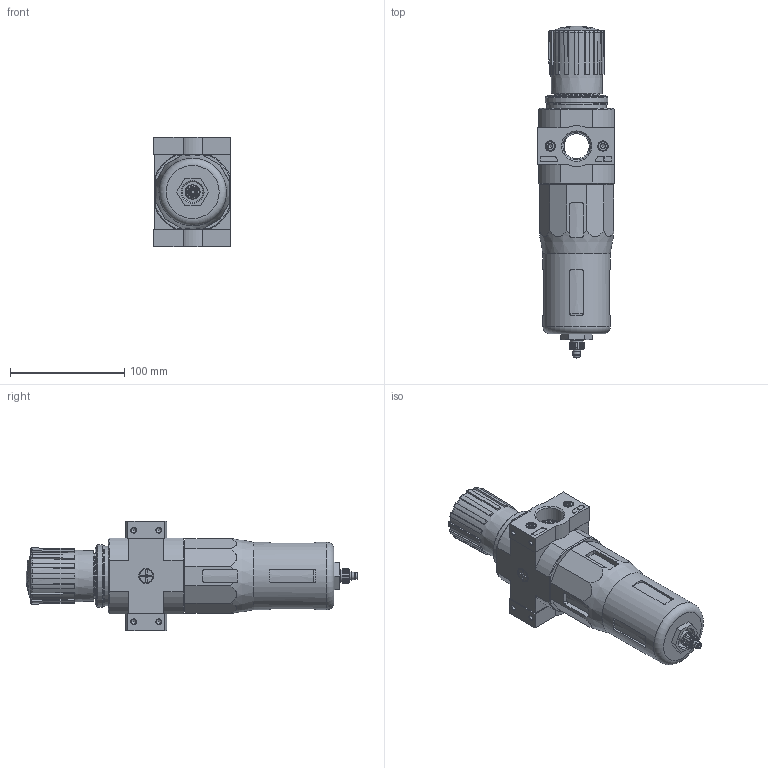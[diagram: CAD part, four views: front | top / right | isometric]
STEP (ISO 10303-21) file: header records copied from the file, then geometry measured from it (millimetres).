
FILE_DESCRIPTION(/* description */ ('STEP AP214'),/* implementation_level */ '2;1');
FILE_NAME(/* name */ '192379_LFR-3_4-D-7-O-DI-MAXI',/* time_stamp */ '2024-09-04T14:52:35+02:00',/* author */ ('License CC BY-ND 4.0'),/* organization */ ('CADENAS'),/* preprocessor_version */ 'ST-DEVELOPER v19.3',/* originating_system */ 'PARTsolutions',/* authorisation */ ' ');
FILE_SCHEMA (('AUTOMOTIVE_DESIGN {1 0 10303 214 3 1 1}'));
Length unit declared in the file: millimetre
Products named in the file (9): 192379 LFR-3/4-D-7-O-DI-MAXI---(0); 395843 LFR-D-7-DI-MAXI--(0); 380311 PBL-3/4-D-MAXI-R---(0) p1; DIN-912 - M5x20(F); 380309 PBL-3/4-D-MAXI-L---(1) p1; 398012 LRVS-D-MINI; 125696 LR/LFR-D-MAXI; 373846 LR-MIDI; 648415 LF
Assembly tree (11 placements, depth 2):
  192379 LFR-3/4-D-7-O-DI-MAXI---(0)
    395843 LFR-D-7-DI-MAXI--(0)
    380311 PBL-3/4-D-MAXI-R---(0) p1
    DIN-912 - M5x20(F)  x4
    380309 PBL-3/4-D-MAXI-L---(1) p1
    398012 LRVS-D-MINI
    125696 LR/LFR-D-MAXI
    373846 LR-MIDI
    648415 LF
Bounding box: 67.1 x 290 x 96 mm (x, y, z)
Volume: 794082.4 mm3; surface area: 97540.1 mm2
Topology: 11 solids, 12 shells, 669 faces, 1652 edges, 1051 vertices
Faces by surface type: plane 349, cylinder 139, cone 126, torus 50, sphere 5
Full cylindrical faces by diameter (mm): 2 x1, 3 x1, 4.134 x8, 4.2 x1, 5 x4, 5.6 x1, 6.3 x1, 6.4 x1, 6.8 x1, 7.1 x1, 8.5 x4, 9 x1, 9.5 x1, 9.6 x1, 11.2 x2, 11.445 x2, 12.6 x1, 13.157 x2, 18 x1, 22 x1, 24.117 x2, 30 x2, 39 x1, 40 x1, 50.2 x1, 50.376 x1, 52 x1, 53.5 x1, 54.8 x1, 58.8 x1
Entity records: 20020 total; most frequent: CARTESIAN_POINT 3950, DIRECTION 2772, ORIENTED_EDGE 2702, EDGE_CURVE 1351, AXIS2_PLACEMENT_3D 1104, VERTEX_POINT 950, FACE_BOUND 777, EDGE_LOOP 768
